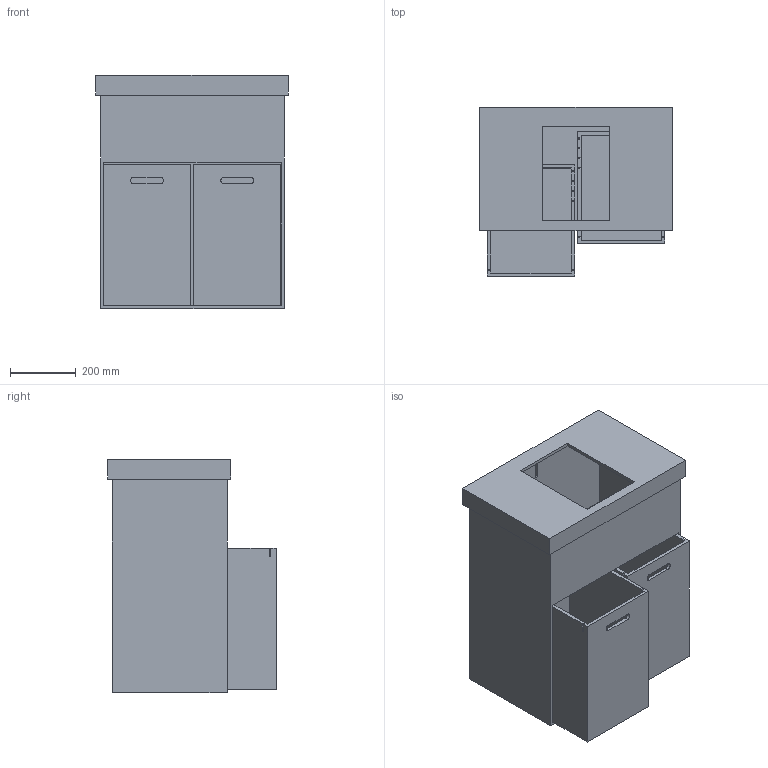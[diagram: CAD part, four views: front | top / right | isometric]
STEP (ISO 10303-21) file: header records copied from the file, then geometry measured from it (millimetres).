
FILE_DESCRIPTION (( 'STEP AP214' ), '1' );
FILE_NAME ('Assem Carton New.STEP', '2018-07-17T04:03:14', ( '' ), ( '' ), 'SwSTEP 2.0', 'SolidWorks 2017', '' );
FILE_SCHEMA (( 'AUTOMOTIVE_DESIGN' ));
Length unit declared in the file: millimetre
Products named in the file (4): Body; Trash1; Assem Carton New; Cap
Assembly tree (4 placements, depth 2):
  Assem Carton New
    Body
    Trash1  x2
    Cap
Bounding box: 585 x 514 x 710 mm (x, y, z)
Volume: 26006697.5 mm3; surface area: 5308829.8 mm2
Topology: 4 solids, 4 shells, 160 faces, 456 edges, 304 vertices
Faces by surface type: plane 113, cylinder 47
Entity records: 3223 total; most frequent: CARTESIAN_POINT 547, ORIENTED_EDGE 534, DIRECTION 519, EDGE_CURVE 267, VECTOR 219, LINE 219, VERTEX_POINT 178, AXIS2_PLACEMENT_3D 150
